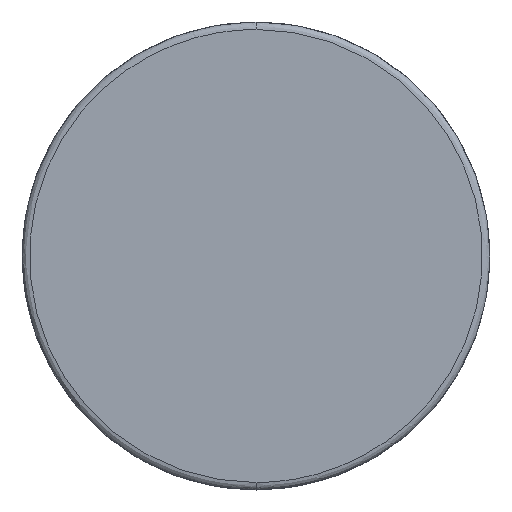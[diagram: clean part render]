
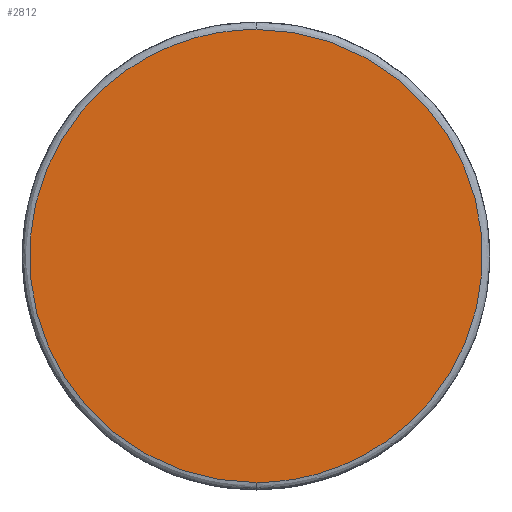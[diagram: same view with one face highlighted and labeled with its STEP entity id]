
A CAD part, left-side view. The second image highlights one B-rep face of the part: STEP entity #2812.
In plain terms, the highlighted planar face has unit normal (-1, 0, 0).
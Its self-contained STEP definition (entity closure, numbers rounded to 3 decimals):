
#124 = ORIENTED_EDGE ( 'NONE', *, *, #1478, .F. ) ;
#404 = ORIENTED_EDGE ( 'NONE', *, *, #777, .F. ) ;
#484 =( BOUNDED_CURVE ( )  B_SPLINE_CURVE ( 3, ( #2518, #1692, #2531, #1941 ),
 .UNSPECIFIED., .F., .T. ) 
 B_SPLINE_CURVE_WITH_KNOTS ( ( 4, 4 ),
 ( 0., 1. ),
 .UNSPECIFIED. ) 
 CURVE ( )  GEOMETRIC_REPRESENTATION_ITEM ( )  RATIONAL_B_SPLINE_CURVE ( ( 0.957, 0.319, 0.319, 0.957 ) ) 
 REPRESENTATION_ITEM ( '' )  );
#491 = CARTESIAN_POINT ( 'NONE',  ( -313.85, -364., 182. ) ) ;
#544 = AXIS2_PLACEMENT_3D ( 'NONE', #628, #1466, #1760 ) ;
#628 = CARTESIAN_POINT ( 'NONE',  ( -313.85, -184.184, 184.184 ) ) ;
#710 =( BOUNDED_CURVE ( )  B_SPLINE_CURVE ( 3, ( #2241, #491, #3365, #3648 ),
 .UNSPECIFIED., .F., .F. ) 
 B_SPLINE_CURVE_WITH_KNOTS ( ( 4, 4 ),
 ( 0., 1. ),
 .UNSPECIFIED. ) 
 CURVE ( )  GEOMETRIC_REPRESENTATION_ITEM ( )  RATIONAL_B_SPLINE_CURVE ( ( 0.957, 0.319, 0.319, 0.957 ) ) 
 REPRESENTATION_ITEM ( '' )  );
#777 = EDGE_CURVE ( 'NONE', #2802, #2535, #710, .T. ) ;
#1216 = CARTESIAN_POINT ( 'NONE',  ( -313.85, 0., -182. ) ) ;
#1466 = DIRECTION ( 'NONE',  ( 1., 0., 0. ) ) ;
#1478 = EDGE_CURVE ( 'NONE', #2535, #2802, #484, .T. ) ;
#1479 = CARTESIAN_POINT ( 'NONE',  ( -313.85, 0., 182. ) ) ;
#1692 = CARTESIAN_POINT ( 'NONE',  ( -313.85, 364., -182. ) ) ;
#1760 = DIRECTION ( 'NONE',  ( 0., 0., -1. ) ) ;
#1941 = CARTESIAN_POINT ( 'NONE',  ( -313.85, 0., 182. ) ) ;
#2225 = EDGE_LOOP ( 'NONE', ( #124, #404 ) ) ;
#2241 = CARTESIAN_POINT ( 'NONE',  ( -313.85, 0., 182. ) ) ;
#2518 = CARTESIAN_POINT ( 'NONE',  ( -313.85, 0., -182. ) ) ;
#2531 = CARTESIAN_POINT ( 'NONE',  ( -313.85, 364., 182. ) ) ;
#2535 = VERTEX_POINT ( 'NONE', #1216 ) ;
#2802 = VERTEX_POINT ( 'NONE', #1479 ) ;
#2812 = ADVANCED_FACE ( 'NONE', ( #3471 ), #2909, .F. ) ;
#2909 = PLANE ( 'NONE',  #544 ) ;
#3365 = CARTESIAN_POINT ( 'NONE',  ( -313.85, -364., -182. ) ) ;
#3471 = FACE_OUTER_BOUND ( 'NONE', #2225, .T. ) ;
#3648 = CARTESIAN_POINT ( 'NONE',  ( -313.85, 0., -182. ) ) ;
